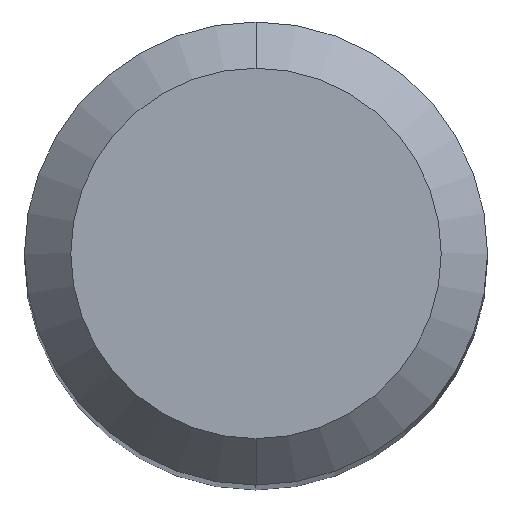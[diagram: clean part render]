
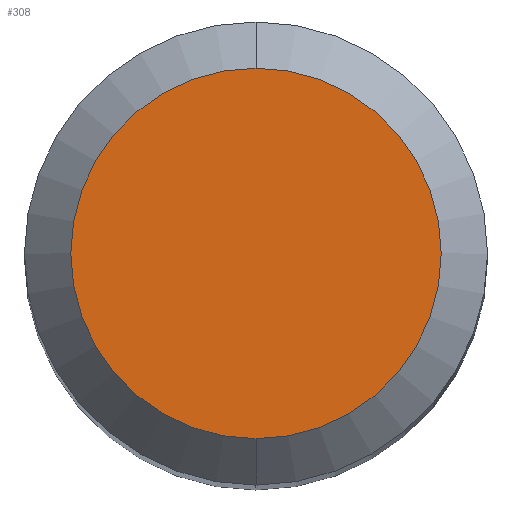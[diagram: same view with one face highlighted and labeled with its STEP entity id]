
A CAD part, top view. The second image highlights one B-rep face of the part: STEP entity #308.
In plain terms, the highlighted planar face has unit normal (0, 0, 1).
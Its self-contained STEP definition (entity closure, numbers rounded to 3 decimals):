
#2 = EDGE_CURVE ( 'NONE', #106, #300, #321, .T. ) ;
#29 = CARTESIAN_POINT ( 'NONE',  ( 0., 0., 80. ) ) ;
#64 = DIRECTION ( 'NONE',  ( 0., 1., 0. ) ) ;
#92 = CARTESIAN_POINT ( 'NONE',  ( 0., 3.2, 80. ) ) ;
#100 = ORIENTED_EDGE ( 'NONE', *, *, #2, .F. ) ;
#101 = DIRECTION ( 'NONE',  ( 0., 1., 0. ) ) ;
#106 = VERTEX_POINT ( 'NONE', #92 ) ;
#110 = AXIS2_PLACEMENT_3D ( 'NONE', #216, #265, #101 ) ;
#117 = DIRECTION ( 'NONE',  ( 0., 0., -1. ) ) ;
#131 = AXIS2_PLACEMENT_3D ( 'NONE', #248, #133, #223 ) ;
#133 = DIRECTION ( 'NONE',  ( 0., 0., -1. ) ) ;
#215 = EDGE_CURVE ( 'NONE', #300, #106, #361, .T. ) ;
#216 = CARTESIAN_POINT ( 'NONE',  ( 0., 0., 80. ) ) ;
#223 = DIRECTION ( 'NONE',  ( 0., 1., 0. ) ) ;
#232 = EDGE_LOOP ( 'NONE', ( #100, #345 ) ) ;
#237 = FACE_OUTER_BOUND ( 'NONE', #232, .T. ) ;
#240 = PLANE ( 'NONE',  #110 ) ;
#247 = AXIS2_PLACEMENT_3D ( 'NONE', #29, #117, #64 ) ;
#248 = CARTESIAN_POINT ( 'NONE',  ( 0., 0., 80. ) ) ;
#265 = DIRECTION ( 'NONE',  ( 0., 0., -1. ) ) ;
#300 = VERTEX_POINT ( 'NONE', #327 ) ;
#308 = ADVANCED_FACE ( 'NONE', ( #237 ), #240, .F. ) ;
#321 = CIRCLE ( 'NONE', #247, 3.2 ) ;
#327 = CARTESIAN_POINT ( 'NONE',  ( 0., -3.2, 80. ) ) ;
#345 = ORIENTED_EDGE ( 'NONE', *, *, #215, .F. ) ;
#361 = CIRCLE ( 'NONE', #131, 3.2 ) ;
